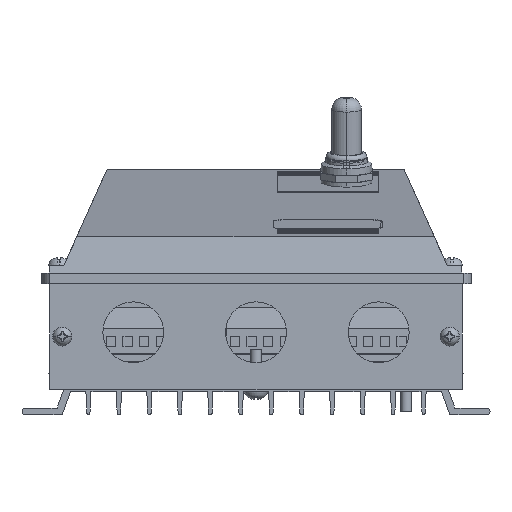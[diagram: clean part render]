
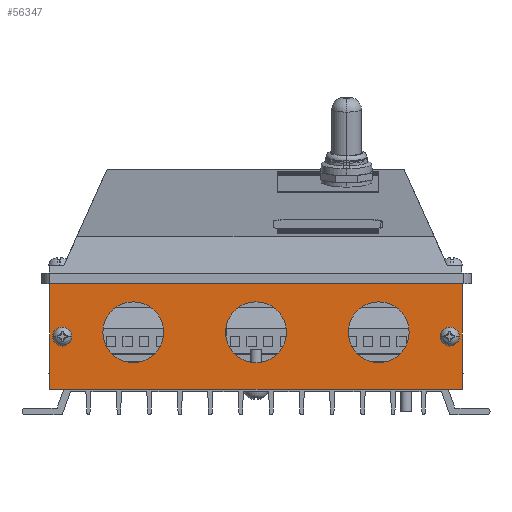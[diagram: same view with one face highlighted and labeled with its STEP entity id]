
A CAD part, front view. The second image highlights one B-rep face of the part: STEP entity #56347.
In plain terms, the highlighted planar face has unit normal (0, -1, 0).
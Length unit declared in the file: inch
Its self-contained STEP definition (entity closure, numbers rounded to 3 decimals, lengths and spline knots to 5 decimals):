
#365 = VERTEX_POINT ( 'NONE', #4845 ) ;
#839 = EDGE_LOOP ( 'NONE', ( #31919, #50664 ) ) ;
#1932 = CARTESIAN_POINT ( 'NONE',  ( 0.725, -1.38683, 0.60938 ) ) ;
#2271 = VERTEX_POINT ( 'NONE', #23172 ) ;
#3221 = CARTESIAN_POINT ( 'NONE',  ( 3.625, -1.38683, 0.60938 ) ) ;
#3742 = EDGE_CURVE ( 'NONE', #49162, #13865, #3930, .T. ) ;
#3930 = LINE ( 'NONE', #17450, #16132 ) ;
#4308 = EDGE_LOOP ( 'NONE', ( #44094, #17534 ) ) ;
#4845 = CARTESIAN_POINT ( 'NONE',  ( 2.175, -1.38683, -0.10937 ) ) ;
#4917 = CARTESIAN_POINT ( 'NONE',  ( -0.115, -1.38683, 0.13 ) ) ;
#4989 = DIRECTION ( 'NONE',  ( 0., 0., -1. ) ) ;
#5145 = EDGE_CURVE ( 'NONE', #39575, #20616, #53961, .T. ) ;
#5565 = AXIS2_PLACEMENT_3D ( 'NONE', #63098, #31807, #42337 ) ;
#5983 = AXIS2_PLACEMENT_3D ( 'NONE', #15295, #46975, #36259 ) ;
#7264 = EDGE_CURVE ( 'NONE', #20616, #39575, #25312, .T. ) ;
#7474 = CARTESIAN_POINT ( 'NONE',  ( 4.6125, -1.38683, 0.2 ) ) ;
#8462 = CARTESIAN_POINT ( 'NONE',  ( 4.465, -1.38683, 0.13 ) ) ;
#8821 = ORIENTED_EDGE ( 'NONE', *, *, #54286, .F. ) ;
#8946 = CIRCLE ( 'NONE', #30395, 0.35938 ) ;
#9769 = AXIS2_PLACEMENT_3D ( 'NONE', #37100, #42369, #4989 ) ;
#9787 = DIRECTION ( 'NONE',  ( 0., 1., 0. ) ) ;
#10054 = VERTEX_POINT ( 'NONE', #33901 ) ;
#10228 = ORIENTED_EDGE ( 'NONE', *, *, #59711, .F. ) ;
#10495 = DIRECTION ( 'NONE',  ( 0., -1., 0. ) ) ;
#11199 = AXIS2_PLACEMENT_3D ( 'NONE', #51658, #20439, #56968 ) ;
#11228 = CIRCLE ( 'NONE', #39031, 0.35938 ) ;
#12925 = CIRCLE ( 'NONE', #9769, 0.35938 ) ;
#13266 = CIRCLE ( 'NONE', #5565, 0.07 ) ;
#13865 = VERTEX_POINT ( 'NONE', #16445 ) ;
#14126 = CARTESIAN_POINT ( 'NONE',  ( 3.625, -1.38683, 0.25 ) ) ;
#14417 = ORIENTED_EDGE ( 'NONE', *, *, #38692, .F. ) ;
#14732 = CIRCLE ( 'NONE', #59542, 0.07 ) ;
#15007 = EDGE_LOOP ( 'NONE', ( #57315, #14417 ) ) ;
#15295 = CARTESIAN_POINT ( 'NONE',  ( 2.175, -1.38683, 0.25 ) ) ;
#15620 = LINE ( 'NONE', #34968, #35184 ) ;
#16027 = CIRCLE ( 'NONE', #20064, 0.07 ) ;
#16132 = VECTOR ( 'NONE', #64006, 39.37008 ) ;
#16220 = FACE_BOUND ( 'NONE', #15007, .T. ) ;
#16445 = CARTESIAN_POINT ( 'NONE',  ( -0.2625, -1.38683, -0.425 ) ) ;
#17450 = CARTESIAN_POINT ( 'NONE',  ( 3.39375, -1.38683, -0.425 ) ) ;
#17534 = ORIENTED_EDGE ( 'NONE', *, *, #17914, .F. ) ;
#17914 = EDGE_CURVE ( 'NONE', #25547, #32021, #14732, .T. ) ;
#18711 = CARTESIAN_POINT ( 'NONE',  ( -0.115, -1.38683, 0.27 ) ) ;
#20064 = AXIS2_PLACEMENT_3D ( 'NONE', #34041, #55054, #48847 ) ;
#20439 = DIRECTION ( 'NONE',  ( 0., -1., 0. ) ) ;
#20616 = VERTEX_POINT ( 'NONE', #35133 ) ;
#21710 = LINE ( 'NONE', #7474, #52661 ) ;
#23172 = CARTESIAN_POINT ( 'NONE',  ( 4.465, -1.38683, 0.27 ) ) ;
#23610 = CARTESIAN_POINT ( 'NONE',  ( 2.175, -1.38683, 0.60938 ) ) ;
#24406 = FACE_BOUND ( 'NONE', #4308, .T. ) ;
#24833 = CARTESIAN_POINT ( 'NONE',  ( 3.39375, -1.38683, 0.2 ) ) ;
#25312 = CIRCLE ( 'NONE', #31832, 0.35938 ) ;
#25547 = VERTEX_POINT ( 'NONE', #4917 ) ;
#25723 = AXIS2_PLACEMENT_3D ( 'NONE', #34177, #64807, #34414 ) ;
#28659 = DIRECTION ( 'NONE',  ( 0., 0., -1. ) ) ;
#29879 = VERTEX_POINT ( 'NONE', #64952 ) ;
#30395 = AXIS2_PLACEMENT_3D ( 'NONE', #62491, #10495, #57709 ) ;
#31034 = ORIENTED_EDGE ( 'NONE', *, *, #7264, .F. ) ;
#31367 = EDGE_CURVE ( 'NONE', #2271, #32055, #16027, .T. ) ;
#31382 = CARTESIAN_POINT ( 'NONE',  ( 0.725, -1.38683, 0.25 ) ) ;
#31453 = DIRECTION ( 'NONE',  ( 0., -1., 0. ) ) ;
#31672 = CARTESIAN_POINT ( 'NONE',  ( -0.115, -1.38683, 0.2 ) ) ;
#31807 = DIRECTION ( 'NONE',  ( 0., -1., 0. ) ) ;
#31832 = AXIS2_PLACEMENT_3D ( 'NONE', #31382, #51916, #46894 ) ;
#31919 = ORIENTED_EDGE ( 'NONE', *, *, #57424, .F. ) ;
#32021 = VERTEX_POINT ( 'NONE', #18711 ) ;
#32024 = EDGE_CURVE ( 'NONE', #32021, #25547, #55062, .T. ) ;
#32055 = VERTEX_POINT ( 'NONE', #8462 ) ;
#32414 = CARTESIAN_POINT ( 'NONE',  ( 4.6125, -1.38683, -0.425 ) ) ;
#33499 = CARTESIAN_POINT ( 'NONE',  ( -0.2625, -1.38683, 0.2 ) ) ;
#33774 = VERTEX_POINT ( 'NONE', #3221 ) ;
#33901 = CARTESIAN_POINT ( 'NONE',  ( 3.625, -1.38683, -0.10937 ) ) ;
#33967 = DIRECTION ( 'NONE',  ( 0., 0., 1. ) ) ;
#34041 = CARTESIAN_POINT ( 'NONE',  ( 4.465, -1.38683, 0.2 ) ) ;
#34177 = CARTESIAN_POINT ( 'NONE',  ( -0.115, -1.38683, 0.2 ) ) ;
#34414 = DIRECTION ( 'NONE',  ( 0., 0., 1. ) ) ;
#34968 = CARTESIAN_POINT ( 'NONE',  ( 3.39375, -1.38683, 0.825 ) ) ;
#35133 = CARTESIAN_POINT ( 'NONE',  ( 0.725, -1.38683, -0.10937 ) ) ;
#35184 = VECTOR ( 'NONE', #40441, 39.37008 ) ;
#36069 = EDGE_CURVE ( 'NONE', #365, #59614, #12925, .T. ) ;
#36259 = DIRECTION ( 'NONE',  ( 0., 0., -1. ) ) ;
#37100 = CARTESIAN_POINT ( 'NONE',  ( 2.175, -1.38683, 0.25 ) ) ;
#38692 = EDGE_CURVE ( 'NONE', #32055, #2271, #13266, .T. ) ;
#39031 = AXIS2_PLACEMENT_3D ( 'NONE', #14126, #65917, #60244 ) ;
#39575 = VERTEX_POINT ( 'NONE', #1932 ) ;
#40441 = DIRECTION ( 'NONE',  ( 1., 0., 0. ) ) ;
#40776 = DIRECTION ( 'NONE',  ( 0., 0., 1. ) ) ;
#41012 = PLANE ( 'NONE',  #41626 ) ;
#41514 = ORIENTED_EDGE ( 'NONE', *, *, #46797, .F. ) ;
#41626 = AXIS2_PLACEMENT_3D ( 'NONE', #24833, #9787, #40776 ) ;
#42337 = DIRECTION ( 'NONE',  ( 0., 0., 1. ) ) ;
#42369 = DIRECTION ( 'NONE',  ( 0., -1., 0. ) ) ;
#44094 = ORIENTED_EDGE ( 'NONE', *, *, #32024, .F. ) ;
#44610 = LINE ( 'NONE', #33499, #65878 ) ;
#44815 = FACE_OUTER_BOUND ( 'NONE', #51526, .T. ) ;
#45638 = ORIENTED_EDGE ( 'NONE', *, *, #47363, .F. ) ;
#46797 = EDGE_CURVE ( 'NONE', #13865, #29879, #44610, .T. ) ;
#46894 = DIRECTION ( 'NONE',  ( 0., 0., -1. ) ) ;
#46975 = DIRECTION ( 'NONE',  ( 0., -1., 0. ) ) ;
#47190 = DIRECTION ( 'NONE',  ( 0., 0., 1. ) ) ;
#47363 = EDGE_CURVE ( 'NONE', #51260, #49162, #21710, .T. ) ;
#48844 = FACE_BOUND ( 'NONE', #839, .T. ) ;
#48847 = DIRECTION ( 'NONE',  ( 0., 0., 1. ) ) ;
#49086 = EDGE_LOOP ( 'NONE', ( #67340, #10228 ) ) ;
#49162 = VERTEX_POINT ( 'NONE', #32414 ) ;
#50664 = ORIENTED_EDGE ( 'NONE', *, *, #51589, .F. ) ;
#51260 = VERTEX_POINT ( 'NONE', #51986 ) ;
#51526 = EDGE_LOOP ( 'NONE', ( #41514, #59269, #45638, #8821 ) ) ;
#51589 = EDGE_CURVE ( 'NONE', #33774, #10054, #8946, .T. ) ;
#51658 = CARTESIAN_POINT ( 'NONE',  ( 0.725, -1.38683, 0.25 ) ) ;
#51916 = DIRECTION ( 'NONE',  ( 0., -1., 0. ) ) ;
#51986 = CARTESIAN_POINT ( 'NONE',  ( 4.6125, -1.38683, 0.825 ) ) ;
#52661 = VECTOR ( 'NONE', #28659, 39.37008 ) ;
#52938 = ORIENTED_EDGE ( 'NONE', *, *, #5145, .F. ) ;
#53207 = CIRCLE ( 'NONE', #5983, 0.35938 ) ;
#53961 = CIRCLE ( 'NONE', #11199, 0.35938 ) ;
#54286 = EDGE_CURVE ( 'NONE', #29879, #51260, #15620, .T. ) ;
#55054 = DIRECTION ( 'NONE',  ( 0., -1., 0. ) ) ;
#55062 = CIRCLE ( 'NONE', #25723, 0.07 ) ;
#56347 = ADVANCED_FACE ( 'NONE', ( #16220, #24406, #62774, #48844, #59519, #44815 ), #41012, .F. ) ;
#56968 = DIRECTION ( 'NONE',  ( 0., 0., -1. ) ) ;
#57315 = ORIENTED_EDGE ( 'NONE', *, *, #31367, .F. ) ;
#57424 = EDGE_CURVE ( 'NONE', #10054, #33774, #11228, .T. ) ;
#57709 = DIRECTION ( 'NONE',  ( 0., 0., -1. ) ) ;
#59269 = ORIENTED_EDGE ( 'NONE', *, *, #3742, .F. ) ;
#59519 = FACE_BOUND ( 'NONE', #49086, .T. ) ;
#59542 = AXIS2_PLACEMENT_3D ( 'NONE', #31672, #31453, #47190 ) ;
#59614 = VERTEX_POINT ( 'NONE', #23610 ) ;
#59711 = EDGE_CURVE ( 'NONE', #59614, #365, #53207, .T. ) ;
#60244 = DIRECTION ( 'NONE',  ( 0., 0., -1. ) ) ;
#62491 = CARTESIAN_POINT ( 'NONE',  ( 3.625, -1.38683, 0.25 ) ) ;
#62774 = FACE_BOUND ( 'NONE', #63234, .T. ) ;
#63098 = CARTESIAN_POINT ( 'NONE',  ( 4.465, -1.38683, 0.2 ) ) ;
#63234 = EDGE_LOOP ( 'NONE', ( #31034, #52938 ) ) ;
#64006 = DIRECTION ( 'NONE',  ( -1., 0., 0. ) ) ;
#64807 = DIRECTION ( 'NONE',  ( 0., -1., 0. ) ) ;
#64952 = CARTESIAN_POINT ( 'NONE',  ( -0.2625, -1.38683, 0.825 ) ) ;
#65878 = VECTOR ( 'NONE', #33967, 39.37008 ) ;
#65917 = DIRECTION ( 'NONE',  ( 0., -1., 0. ) ) ;
#67340 = ORIENTED_EDGE ( 'NONE', *, *, #36069, .F. ) ;
